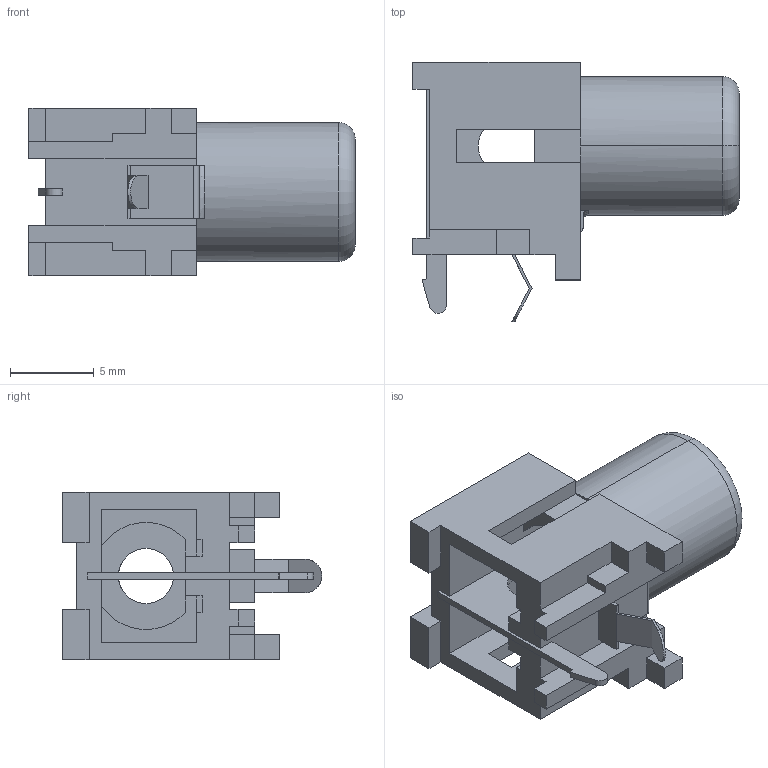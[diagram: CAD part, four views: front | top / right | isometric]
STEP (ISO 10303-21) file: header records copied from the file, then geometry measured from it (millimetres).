
FILE_DESCRIPTION((''),'2;1');
FILE_NAME('30860','2014-09-23T',('carefree'),(''),'PRO/ENGINEER BY PARAMETRIC TECHNOLOGY CORPORATION, 2005030','PRO/ENGINEER BY PARAMETRIC TECHNOLOGY CORPORATION, 2005030','');
FILE_SCHEMA(('CONFIG_CONTROL_DESIGN'));
Length unit declared in the file: millimetre
Products named in the file (1): 30860
Bounding box: 19.5 x 15.5 x 10 mm (x, y, z)
Volume: 890.7 mm3; surface area: 1404.8 mm2
Topology: 1 solids, 1 shells, 114 faces, 339 edges, 221 vertices
Faces by surface type: plane 98, cylinder 13, torus 3
Entity records: 3846 total; most frequent: CARTESIAN_POINT 711, ORIENTED_EDGE 678, DIRECTION 603, EDGE_CURVE 339, VECTOR 295, LINE 295, VERTEX_POINT 221, AXIS2_PLACEMENT_3D 154
